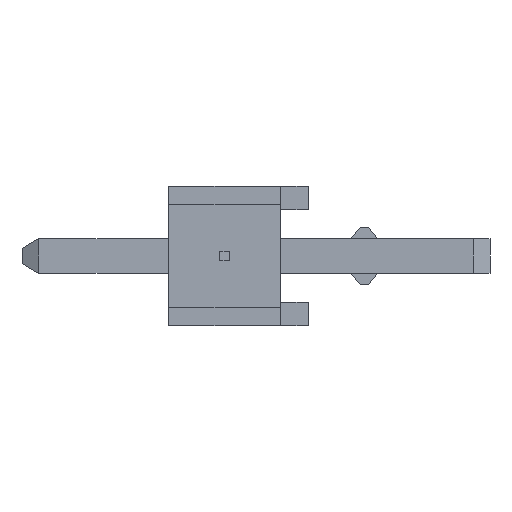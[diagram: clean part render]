
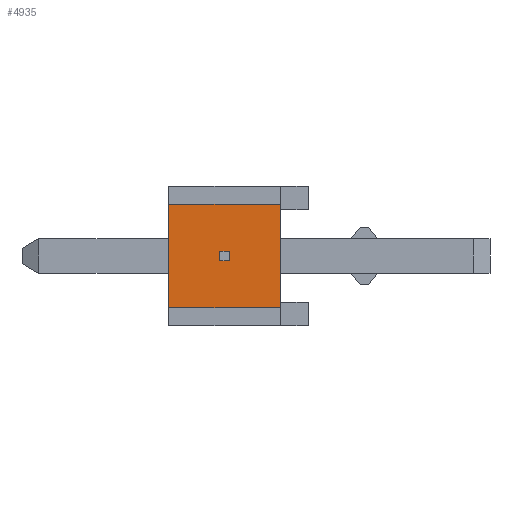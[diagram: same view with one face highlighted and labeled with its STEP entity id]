
A CAD part, left-side view. The second image highlights one B-rep face of the part: STEP entity #4935.
In plain terms, the highlighted planar face has unit normal (-1, 0, 0).
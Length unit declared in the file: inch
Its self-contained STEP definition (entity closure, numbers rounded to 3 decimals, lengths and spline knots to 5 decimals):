
#566=ORIENTED_EDGE('',*,*,#1822,.F.);
#567=ORIENTED_EDGE('',*,*,#1823,.F.);
#568=ORIENTED_EDGE('',*,*,#1824,.F.);
#569=ORIENTED_EDGE('',*,*,#1825,.F.);
#570=ORIENTED_EDGE('',*,*,#1826,.F.);
#571=ORIENTED_EDGE('',*,*,#1827,.F.);
#572=ORIENTED_EDGE('',*,*,#1828,.F.);
#573=ORIENTED_EDGE('',*,*,#1829,.F.);
#1822=EDGE_CURVE('',#2402,#2403,#2966,.T.);
#1823=EDGE_CURVE('',#2404,#2402,#2967,.T.);
#1824=EDGE_CURVE('',#2405,#2404,#2968,.T.);
#1825=EDGE_CURVE('',#2403,#2405,#2969,.T.);
#1826=EDGE_CURVE('',#2406,#2407,#2970,.T.);
#1827=EDGE_CURVE('',#2408,#2406,#2971,.T.);
#1828=EDGE_CURVE('',#2409,#2408,#2972,.T.);
#1829=EDGE_CURVE('',#2407,#2409,#2973,.T.);
#2402=VERTEX_POINT('',#7405);
#2403=VERTEX_POINT('',#7406);
#2404=VERTEX_POINT('',#7408);
#2405=VERTEX_POINT('',#7410);
#2406=VERTEX_POINT('',#7413);
#2407=VERTEX_POINT('',#7414);
#2408=VERTEX_POINT('',#7416);
#2409=VERTEX_POINT('',#7418);
#2966=LINE('',#7404,#3666);
#2967=LINE('',#7407,#3667);
#2968=LINE('',#7409,#3668);
#2969=LINE('',#7411,#3669);
#2970=LINE('',#7412,#3670);
#2971=LINE('',#7415,#3671);
#2972=LINE('',#7417,#3672);
#2973=LINE('',#7419,#3673);
#3666=VECTOR('',#5992,39.37008);
#3667=VECTOR('',#5993,39.37008);
#3668=VECTOR('',#5994,39.37008);
#3669=VECTOR('',#5995,39.37008);
#3670=VECTOR('',#5996,39.37008);
#3671=VECTOR('',#5997,39.37008);
#3672=VECTOR('',#5998,39.37008);
#3673=VECTOR('',#5999,39.37008);
#4080=EDGE_LOOP('',(#566,#567,#568,#569));
#4081=EDGE_LOOP('',(#570,#571,#572,#573));
#4372=FACE_BOUND('',#4080,.T.);
#4373=FACE_BOUND('',#4081,.T.);
#4664=PLANE('',#5217);
#4935=ADVANCED_FACE('',(#4372,#4373),#4664,.F.);
#5217=AXIS2_PLACEMENT_3D('',#7403,#5990,#5991);
#5990=DIRECTION('',(1.,0.,0.));
#5991=DIRECTION('',(0.,0.,-1.));
#5992=DIRECTION('',(0.,0.,-1.));
#5993=DIRECTION('',(0.,1.,0.));
#5994=DIRECTION('',(0.,0.,1.));
#5995=DIRECTION('',(0.,-1.,0.));
#5996=DIRECTION('',(0.,0.,-1.));
#5997=DIRECTION('',(0.,-1.,0.));
#5998=DIRECTION('',(0.,0.,1.));
#5999=DIRECTION('',(0.,1.,0.));
#7403=CARTESIAN_POINT('',(-0.242,0.,0.));
#7404=CARTESIAN_POINT('',(-0.242,0.06353,0.));
#7405=CARTESIAN_POINT('',(-0.242,0.06353,0.00339));
#7406=CARTESIAN_POINT('',(-0.242,0.06353,-0.00339));
#7407=CARTESIAN_POINT('',(-0.242,0.,0.00339));
#7408=CARTESIAN_POINT('',(-0.242,0.05647,0.00339));
#7409=CARTESIAN_POINT('',(-0.242,0.05647,0.));
#7410=CARTESIAN_POINT('',(-0.242,0.05647,-0.00339));
#7411=CARTESIAN_POINT('',(-0.242,0.,-0.00339));
#7412=CARTESIAN_POINT('',(-0.242,0.02,0.));
#7413=CARTESIAN_POINT('',(-0.242,0.02,0.037));
#7414=CARTESIAN_POINT('',(-0.242,0.02,-0.037));
#7415=CARTESIAN_POINT('',(-0.242,0.1,0.037));
#7416=CARTESIAN_POINT('',(-0.242,0.1,0.037));
#7417=CARTESIAN_POINT('',(-0.242,0.1,-0.037));
#7418=CARTESIAN_POINT('',(-0.242,0.1,-0.037));
#7419=CARTESIAN_POINT('',(-0.242,0.,-0.037));
